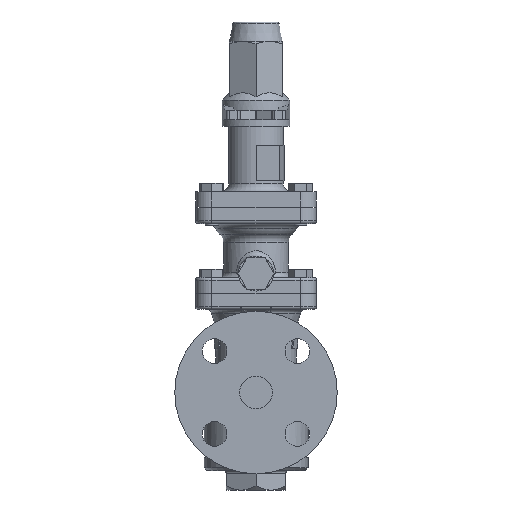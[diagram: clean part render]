
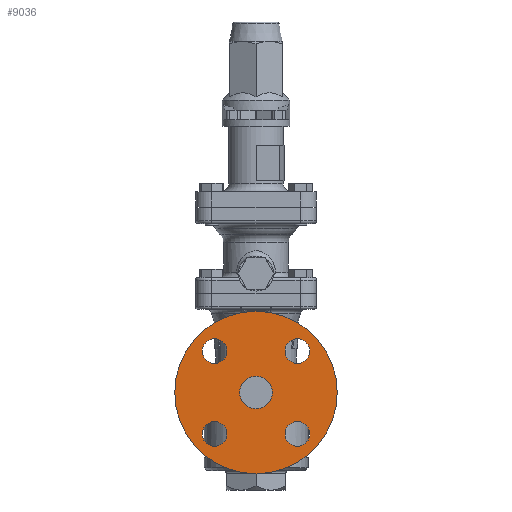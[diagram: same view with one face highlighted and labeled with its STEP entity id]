
A CAD part, left-side view. The second image highlights one B-rep face of the part: STEP entity #9036.
In plain terms, the highlighted planar face has unit normal (-1, 0, 0).
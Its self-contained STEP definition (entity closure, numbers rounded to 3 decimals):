
#1554=FACE_BOUND('',#3024,.T.);
#1555=FACE_BOUND('',#3025,.T.);
#1556=FACE_BOUND('',#3026,.T.);
#1557=FACE_BOUND('',#3027,.T.);
#1558=FACE_BOUND('',#3028,.T.);
#1787=PLANE('',#9946);
#2340=FACE_OUTER_BOUND('',#3023,.T.);
#3023=EDGE_LOOP('',(#8373));
#3024=EDGE_LOOP('',(#8374));
#3025=EDGE_LOOP('',(#8375));
#3026=EDGE_LOOP('',(#8376));
#3027=EDGE_LOOP('',(#8377));
#3028=EDGE_LOOP('',(#8378));
#3610=CIRCLE('',#9776,12.5);
#3612=CIRCLE('',#9789,62.5);
#3613=CIRCLE('',#9791,9.5);
#3614=CIRCLE('',#9793,9.5);
#3615=CIRCLE('',#9795,9.5);
#3616=CIRCLE('',#9797,9.5);
#4444=VERTEX_POINT('',#21937);
#4446=VERTEX_POINT('',#21964);
#4447=VERTEX_POINT('',#21967);
#4448=VERTEX_POINT('',#21970);
#4449=VERTEX_POINT('',#21973);
#4450=VERTEX_POINT('',#21976);
#5625=EDGE_CURVE('',#4444,#4444,#3610,.T.);
#5629=EDGE_CURVE('',#4446,#4446,#3612,.T.);
#5630=EDGE_CURVE('',#4447,#4447,#3613,.T.);
#5631=EDGE_CURVE('',#4448,#4448,#3614,.T.);
#5632=EDGE_CURVE('',#4449,#4449,#3615,.T.);
#5633=EDGE_CURVE('',#4450,#4450,#3616,.T.);
#8373=ORIENTED_EDGE('',*,*,#5629,.T.);
#8374=ORIENTED_EDGE('',*,*,#5633,.T.);
#8375=ORIENTED_EDGE('',*,*,#5632,.T.);
#8376=ORIENTED_EDGE('',*,*,#5630,.T.);
#8377=ORIENTED_EDGE('',*,*,#5631,.T.);
#8378=ORIENTED_EDGE('',*,*,#5625,.T.);
#9036=ADVANCED_FACE('',(#2340,#1554,#1555,#1556,#1557,#1558),#1787,.F.);
#9776=AXIS2_PLACEMENT_3D('',#21938,#11938,#11939);
#9789=AXIS2_PLACEMENT_3D('',#21965,#11965,#11966);
#9791=AXIS2_PLACEMENT_3D('',#21968,#11969,#11970);
#9793=AXIS2_PLACEMENT_3D('',#21971,#11973,#11974);
#9795=AXIS2_PLACEMENT_3D('',#21974,#11977,#11978);
#9797=AXIS2_PLACEMENT_3D('',#21977,#11981,#11982);
#9946=AXIS2_PLACEMENT_3D('',#24211,#12313,#12314);
#11938=DIRECTION('center_axis',(1.,0.,0.));
#11939=DIRECTION('ref_axis',(0.,0.,-1.));
#11965=DIRECTION('center_axis',(-1.,0.,0.));
#11966=DIRECTION('ref_axis',(0.,0.,1.));
#11969=DIRECTION('center_axis',(1.,0.,0.));
#11970=DIRECTION('ref_axis',(0.,1.,0.));
#11973=DIRECTION('center_axis',(1.,0.,0.));
#11974=DIRECTION('ref_axis',(0.,0.,1.));
#11977=DIRECTION('center_axis',(1.,0.,0.));
#11978=DIRECTION('ref_axis',(0.,-1.,0.));
#11981=DIRECTION('center_axis',(1.,0.,0.));
#11982=DIRECTION('ref_axis',(0.,0.,-1.));
#12313=DIRECTION('center_axis',(1.,0.,0.));
#12314=DIRECTION('ref_axis',(0.,0.,-1.));
#21937=CARTESIAN_POINT('',(-94.,0.,35.));
#21938=CARTESIAN_POINT('Origin',(-94.,0.,47.5));
#21964=CARTESIAN_POINT('',(-94.,0.,-15.));
#21965=CARTESIAN_POINT('Origin',(-94.,0.,47.5));
#21967=CARTESIAN_POINT('',(-94.,-22.32,79.32));
#21968=CARTESIAN_POINT('Origin',(-94.,-31.82,79.32));
#21970=CARTESIAN_POINT('',(-94.,-31.82,25.18));
#21971=CARTESIAN_POINT('Origin',(-94.,-31.82,15.68));
#21973=CARTESIAN_POINT('',(-94.,22.32,15.68));
#21974=CARTESIAN_POINT('Origin',(-94.,31.82,15.68));
#21976=CARTESIAN_POINT('',(-94.,31.82,69.82));
#21977=CARTESIAN_POINT('Origin',(-94.,31.82,79.32));
#24211=CARTESIAN_POINT('Origin',(-94.,0.,47.5));
